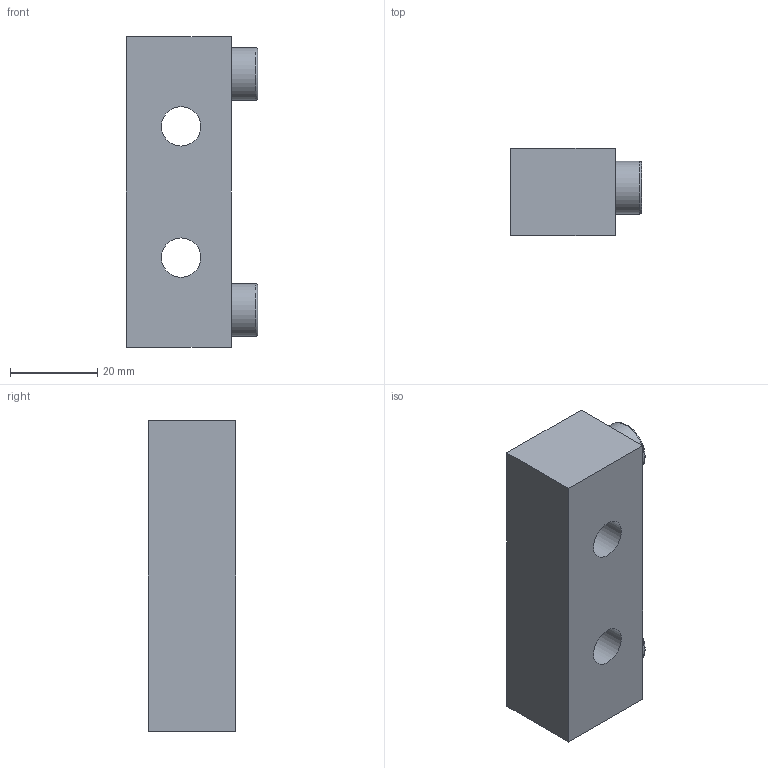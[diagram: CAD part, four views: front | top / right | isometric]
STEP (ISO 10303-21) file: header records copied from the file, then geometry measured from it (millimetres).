
FILE_DESCRIPTION( ( 'STEP AP203' ), '1' );
FILE_NAME( 'PL24_4.stp', '2020-06-02T11:43:56', ( 'License CC BY-ND 4.0' ), ( 'CADENAS' ), ' ', 'PARTsolutions', ' ' );
FILE_SCHEMA( ( 'CONFIG_CONTROL_DESIGN' ) );
Length unit declared in the file: millimetre
Products named in the file (1): _PL24/4
Bounding box: 30 x 20 x 71 mm (x, y, z)
Volume: 32758.6 mm3; surface area: 8624.4 mm2
Topology: 1 solids, 1 shells, 28 faces, 66 edges, 44 vertices
Faces by surface type: plane 22, cylinder 4, torus 2
Full cylindrical faces by diameter (mm): 9 x2, 12 x2
Entity records: 804 total; most frequent: CARTESIAN_POINT 129, DIRECTION 126, ORIENTED_EDGE 116, EDGE_CURVE 58, LINE 48, VECTOR 48, EDGE_LOOP 42, VERTEX_POINT 42
